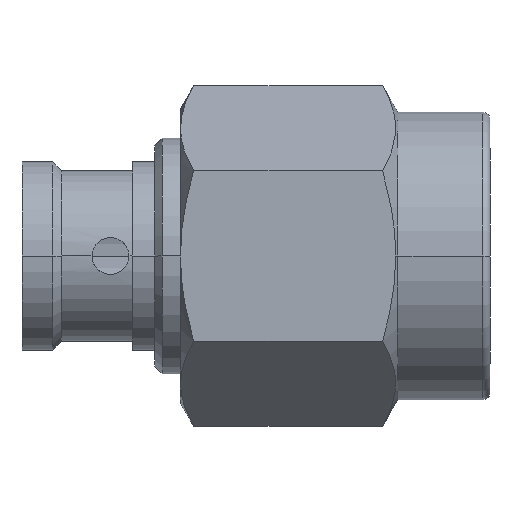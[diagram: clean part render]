
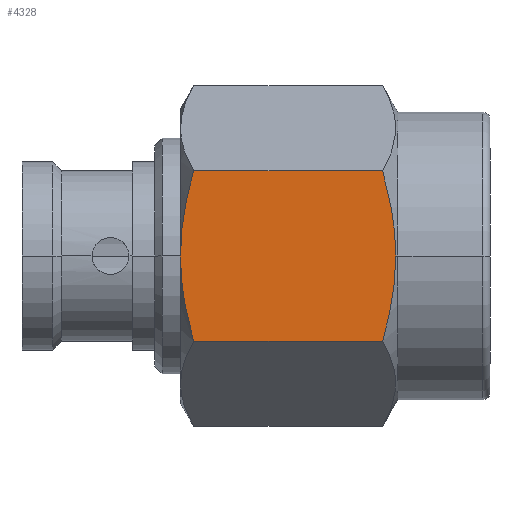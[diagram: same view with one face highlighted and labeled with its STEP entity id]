
A CAD part, front view. The second image highlights one B-rep face of the part: STEP entity #4328.
In plain terms, the highlighted planar face has unit normal (0, -1, 0).
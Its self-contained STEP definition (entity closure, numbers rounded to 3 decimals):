
#82 = CARTESIAN_POINT ( 'NONE',  ( -2.659, -4., 1.195 ) ) ;
#99 = VERTEX_POINT ( 'NONE', #5912 ) ;
#208 = CARTESIAN_POINT ( 'NONE',  ( -8.4, -4., 0.195 ) ) ;
#212 = CARTESIAN_POINT ( 'NONE',  ( 0., -4., 2.309 ) ) ;
#273 = DIRECTION ( 'NONE',  ( -1., 0., 0. ) ) ;
#427 = CARTESIAN_POINT ( 'NONE',  ( -8.215, -4., -1.636 ) ) ;
#524 = CARTESIAN_POINT ( 'NONE',  ( -2.59, -4., 0.771 ) ) ;
#566 = EDGE_CURVE ( 'NONE', #701, #5898, #7128, .T. ) ;
#590 = ORIENTED_EDGE ( 'NONE', *, *, #4966, .F. ) ;
#701 = VERTEX_POINT ( 'NONE', #1605 ) ;
#895 = CARTESIAN_POINT ( 'NONE',  ( -2.558, -4., -0.196 ) ) ;
#926 = CARTESIAN_POINT ( 'NONE',  ( -2.715, -4., -1.543 ) ) ;
#981 = CARTESIAN_POINT ( 'NONE',  ( -8.043, -4., -2.309 ) ) ;
#1100 = EDGE_CURVE ( 'NONE', #99, #5898, #5651, .T. ) ;
#1116 = CARTESIAN_POINT ( 'NONE',  ( -2.67, -4., 1.263 ) ) ;
#1153 = CARTESIAN_POINT ( 'NONE',  ( -2.683, -4., 1.333 ) ) ;
#1180 = EDGE_CURVE ( 'NONE', #701, #6311, #6474, .T. ) ;
#1198 = ORIENTED_EDGE ( 'NONE', *, *, #1180, .F. ) ;
#1313 = CARTESIAN_POINT ( 'NONE',  ( -8.043, -4., 2.309 ) ) ;
#1417 = CARTESIAN_POINT ( 'NONE',  ( -2.558, -4., 0.39 ) ) ;
#1426 = CARTESIAN_POINT ( 'NONE',  ( -8.33, -4.001, 0.994 ) ) ;
#1605 = CARTESIAN_POINT ( 'NONE',  ( -2.915, -4., 2.309 ) ) ;
#1709 = CARTESIAN_POINT ( 'NONE',  ( -2.743, -4., 1.638 ) ) ;
#1710 = B_SPLINE_CURVE_WITH_KNOTS ( 'NONE', 3,
 ( #981, #3250, #5518, #427, #4462, #6820, #4022, #2764, #2166, #5133, #3315, #5579, #2313 ),
 .UNSPECIFIED., .F., .F.,
 ( 4, 2, 2, 1, 2, 2, 4 ),
 ( 0., 0.25, 0.375, 0.437, 0.469, 0.5, 1. ),
 .UNSPECIFIED. ) ;
#1954 = CARTESIAN_POINT ( 'NONE',  ( -8.043, -4., -2.309 ) ) ;
#1981 = CARTESIAN_POINT ( 'NONE',  ( -8.311, -4.001, 1.118 ) ) ;
#2005 = CARTESIAN_POINT ( 'NONE',  ( -2.802, -4., -1.917 ) ) ;
#2039 = CARTESIAN_POINT ( 'NONE',  ( -2.558, -4., 0. ) ) ;
#2153 = B_SPLINE_CURVE_WITH_KNOTS ( 'NONE', 3,
 ( #2039, #895, #7151, #6096, #5987, #5950, #3266, #3758, #6025, #5389, #926, #2005, #2595 ),
 .UNSPECIFIED., .F., .F.,
 ( 4, 2, 2, 1, 2, 2, 4 ),
 ( 0.499, 0.624, 0.687, 0.718, 0.734, 0.749, 1. ),
 .UNSPECIFIED. ) ;
#2166 = CARTESIAN_POINT ( 'NONE',  ( -8.296, -4.001, -1.213 ) ) ;
#2313 = CARTESIAN_POINT ( 'NONE',  ( -8.4, -4., 0. ) ) ;
#2595 = CARTESIAN_POINT ( 'NONE',  ( -2.915, -4., -2.309 ) ) ;
#2639 = CARTESIAN_POINT ( 'NONE',  ( -1.3, -4., 5. ) ) ;
#2764 = CARTESIAN_POINT ( 'NONE',  ( -8.288, -4.001, -1.26 ) ) ;
#2838 = DIRECTION ( 'NONE',  ( -1., 0., 0. ) ) ;
#3085 = ORIENTED_EDGE ( 'NONE', *, *, #6937, .F. ) ;
#3092 = DIRECTION ( 'NONE',  ( 0., -1., 0. ) ) ;
#3099 = VERTEX_POINT ( 'NONE', #7117 ) ;
#3250 = CARTESIAN_POINT ( 'NONE',  ( -8.099, -4., -2.113 ) ) ;
#3266 = CARTESIAN_POINT ( 'NONE',  ( -2.628, -4., -0.997 ) ) ;
#3297 = ORIENTED_EDGE ( 'NONE', *, *, #1100, .F. ) ;
#3315 = CARTESIAN_POINT ( 'NONE',  ( -8.368, -4.001, -0.768 ) ) ;
#3343 = CARTESIAN_POINT ( 'NONE',  ( -2.696, -4., 1.403 ) ) ;
#3454 = CARTESIAN_POINT ( 'NONE',  ( -2.723, -4., 1.544 ) ) ;
#3582 = CARTESIAN_POINT ( 'NONE',  ( -8.243, -4.001, 1.542 ) ) ;
#3622 = CARTESIAN_POINT ( 'NONE',  ( -8.368, -4., 0.677 ) ) ;
#3690 = CARTESIAN_POINT ( 'NONE',  ( -8.307, -4.001, 1.144 ) ) ;
#3722 = ORIENTED_EDGE ( 'NONE', *, *, #5600, .F. ) ;
#3758 = CARTESIAN_POINT ( 'NONE',  ( -2.639, -4., -1.071 ) ) ;
#3934 = CARTESIAN_POINT ( 'NONE',  ( -2.662, -4., 1.216 ) ) ;
#3959 = EDGE_LOOP ( 'NONE', ( #3085, #3722, #590, #1198, #5807, #3297 ) ) ;
#4022 = CARTESIAN_POINT ( 'NONE',  ( -8.276, -4., -1.33 ) ) ;
#4115 = CARTESIAN_POINT ( 'NONE',  ( -2.558, -4., 0. ) ) ;
#4129 = CARTESIAN_POINT ( 'NONE',  ( -8.156, -4., 1.917 ) ) ;
#4210 = CARTESIAN_POINT ( 'NONE',  ( -8.319, -4.001, 1.068 ) ) ;
#4235 = PLANE ( 'NONE',  #5931 ) ;
#4281 = DIRECTION ( 'NONE',  ( -1., 0., 0. ) ) ;
#4316 = CARTESIAN_POINT ( 'NONE',  ( -8.043, -4., 2.309 ) ) ;
#4328 = ADVANCED_FACE ( 'NONE', ( #7200 ), #4235, .T. ) ;
#4462 = CARTESIAN_POINT ( 'NONE',  ( -8.235, -4., -1.541 ) ) ;
#4798 = CARTESIAN_POINT ( 'NONE',  ( -8.4, -4., 0. ) ) ;
#4834 = CARTESIAN_POINT ( 'NONE',  ( -8.392, -4., 0.387 ) ) ;
#4966 = EDGE_CURVE ( 'NONE', #6311, #3099, #2153, .T. ) ;
#5133 = CARTESIAN_POINT ( 'NONE',  ( -8.3, -4.001, -1.191 ) ) ;
#5389 = CARTESIAN_POINT ( 'NONE',  ( -2.651, -4., -1.148 ) ) ;
#5394 = CARTESIAN_POINT ( 'NONE',  ( -2.558, -4., 0. ) ) ;
#5405 = CARTESIAN_POINT ( 'NONE',  ( -8.358, -4., 0.774 ) ) ;
#5518 = CARTESIAN_POINT ( 'NONE',  ( -8.15, -4., -1.921 ) ) ;
#5579 = CARTESIAN_POINT ( 'NONE',  ( -8.4, -4., -0.389 ) ) ;
#5600 = EDGE_CURVE ( 'NONE', #3099, #6696, #6781, .T. ) ;
#5651 = B_SPLINE_CURVE_WITH_KNOTS ( 'NONE', 3,
 ( #4798, #208, #4834, #3622, #5405, #7126, #1426, #4210, #1981, #3690, #3582, #4129, #1313 ),
 .UNSPECIFIED., .F., .F.,
 ( 4, 2, 2, 1, 2, 2, 4 ),
 ( 0., 0.25, 0.375, 0.438, 0.469, 0.5, 1. ),
 .UNSPECIFIED. ) ;
#5652 = CARTESIAN_POINT ( 'NONE',  ( -2.858, -4., 2.113 ) ) ;
#5807 = ORIENTED_EDGE ( 'NONE', *, *, #566, .T. ) ;
#5898 = VERTEX_POINT ( 'NONE', #4316 ) ;
#5912 = CARTESIAN_POINT ( 'NONE',  ( -8.4, -4., 0. ) ) ;
#5931 = AXIS2_PLACEMENT_3D ( 'NONE', #2639, #3092, #273 ) ;
#5950 = CARTESIAN_POINT ( 'NONE',  ( -2.618, -4., -0.924 ) ) ;
#5987 = CARTESIAN_POINT ( 'NONE',  ( -2.6, -4., -0.777 ) ) ;
#6025 = CARTESIAN_POINT ( 'NONE',  ( -2.647, -4., -1.121 ) ) ;
#6096 = CARTESIAN_POINT ( 'NONE',  ( -2.59, -4., -0.68 ) ) ;
#6175 = CARTESIAN_POINT ( 'NONE',  ( -2.915, -4., 2.309 ) ) ;
#6311 = VERTEX_POINT ( 'NONE', #4115 ) ;
#6357 = VECTOR ( 'NONE', #4281, 1000. ) ;
#6474 = B_SPLINE_CURVE_WITH_KNOTS ( 'NONE', 3,
 ( #6175, #5652, #7343, #1709, #3454, #3343, #1153, #1116, #3934, #82, #524, #1417, #5394 ),
 .UNSPECIFIED., .F., .F.,
 ( 4, 2, 2, 1, 2, 2, 4 ),
 ( 0., 0.125, 0.187, 0.218, 0.234, 0.249, 0.499 ),
 .UNSPECIFIED. ) ;
#6678 = CARTESIAN_POINT ( 'NONE',  ( 0., -4., -2.309 ) ) ;
#6696 = VERTEX_POINT ( 'NONE', #1954 ) ;
#6781 = LINE ( 'NONE', #6678, #7076 ) ;
#6820 = CARTESIAN_POINT ( 'NONE',  ( -8.262, -4., -1.4 ) ) ;
#6937 = EDGE_CURVE ( 'NONE', #6696, #99, #1710, .T. ) ;
#7076 = VECTOR ( 'NONE', #2838, 1000. ) ;
#7117 = CARTESIAN_POINT ( 'NONE',  ( -2.915, -4., -2.309 ) ) ;
#7126 = CARTESIAN_POINT ( 'NONE',  ( -8.34, -4., 0.92 ) ) ;
#7128 = LINE ( 'NONE', #212, #6357 ) ;
#7151 = CARTESIAN_POINT ( 'NONE',  ( -2.566, -4., -0.389 ) ) ;
#7200 = FACE_OUTER_BOUND ( 'NONE', #3959, .T. ) ;
#7343 = CARTESIAN_POINT ( 'NONE',  ( -2.808, -4., 1.922 ) ) ;
